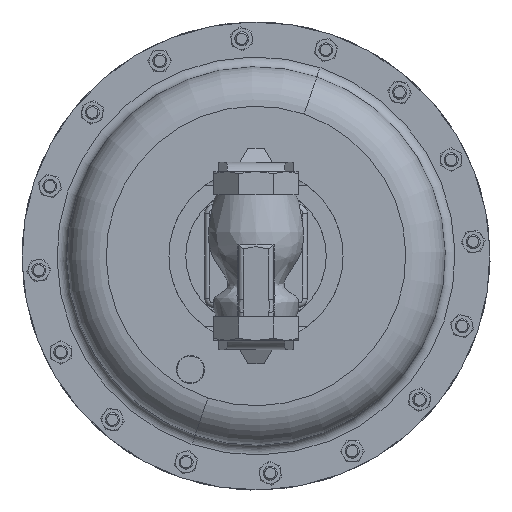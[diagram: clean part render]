
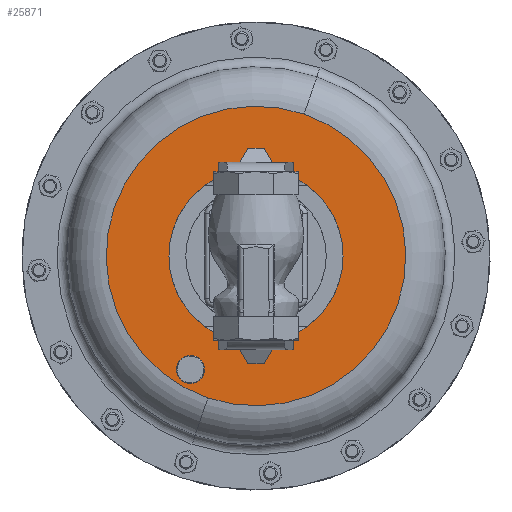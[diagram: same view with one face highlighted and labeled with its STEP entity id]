
A CAD part, front view. The second image highlights one B-rep face of the part: STEP entity #25871.
In plain terms, the highlighted planar face has unit normal (0, -1, 0).
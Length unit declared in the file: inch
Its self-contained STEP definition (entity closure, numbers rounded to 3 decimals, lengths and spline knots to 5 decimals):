
#801 = DIRECTION ( 'NONE',  ( 0., 1., 0. ) ) ;
#1504 = VERTEX_POINT ( 'NONE', #17042 ) ;
#2301 = CARTESIAN_POINT ( 'NONE',  ( -1.75, 7.835, -5.28109 ) ) ;
#2916 = VERTEX_POINT ( 'NONE', #26049 ) ;
#3525 = AXIS2_PLACEMENT_3D ( 'NONE', #2301, #21074, #4976 ) ;
#4361 = EDGE_CURVE ( 'NONE', #7053, #13291, #9777, .T. ) ;
#4376 = CARTESIAN_POINT ( 'NONE',  ( 0., 7.835, -2.25 ) ) ;
#4976 = DIRECTION ( 'NONE',  ( -0.321, 0., -0.947 ) ) ;
#5401 = ORIENTED_EDGE ( 'NONE', *, *, #4361, .T. ) ;
#5573 = CARTESIAN_POINT ( 'NONE',  ( -1.75, 7.835, -5.28109 ) ) ;
#7053 = VERTEX_POINT ( 'NONE', #17953 ) ;
#7071 = DIRECTION ( 'NONE',  ( 0., 0., -1. ) ) ;
#7163 = AXIS2_PLACEMENT_3D ( 'NONE', #14935, #33762, #17605 ) ;
#8272 = DIRECTION ( 'NONE',  ( -0.321, 0., -0.947 ) ) ;
#8772 = EDGE_CURVE ( 'NONE', #1504, #17617, #32935, .T. ) ;
#8953 = ORIENTED_EDGE ( 'NONE', *, *, #8772, .F. ) ;
#9711 = AXIS2_PLACEMENT_3D ( 'NONE', #5573, #24335, #8272 ) ;
#9777 = CIRCLE ( 'NONE', #9711, 0.375 ) ;
#10394 = CIRCLE ( 'NONE', #7163, 4. ) ;
#11556 = DIRECTION ( 'NONE',  ( 0.321, 0., 0.947 ) ) ;
#11806 = CARTESIAN_POINT ( 'NONE',  ( -1.87054, 7.835, -5.63619 ) ) ;
#11936 = DIRECTION ( 'NONE',  ( 0., -1., 0. ) ) ;
#13291 = VERTEX_POINT ( 'NONE', #11806 ) ;
#13718 = EDGE_CURVE ( 'NONE', #27215, #2916, #10394, .T. ) ;
#14935 = CARTESIAN_POINT ( 'NONE',  ( 0., 7.835, -2.25 ) ) ;
#15980 = ORIENTED_EDGE ( 'NONE', *, *, #13718, .F. ) ;
#16868 = AXIS2_PLACEMENT_3D ( 'NONE', #16887, #801, #19573 ) ;
#16887 = CARTESIAN_POINT ( 'NONE',  ( 0., 7.835, -2.25 ) ) ;
#17042 = CARTESIAN_POINT ( 'NONE',  ( 2.325, 7.835, -2.25 ) ) ;
#17605 = DIRECTION ( 'NONE',  ( -0.321, 0., -0.947 ) ) ;
#17617 = VERTEX_POINT ( 'NONE', #33568 ) ;
#17953 = CARTESIAN_POINT ( 'NONE',  ( -1.62946, 7.835, -4.92599 ) ) ;
#18785 = EDGE_LOOP ( 'NONE', ( #28319, #8953 ) ) ;
#19573 = DIRECTION ( 'NONE',  ( -0.321, 0., -0.947 ) ) ;
#20623 = EDGE_CURVE ( 'NONE', #2916, #27215, #26261, .T. ) ;
#21074 = DIRECTION ( 'NONE',  ( 0., 1., 0. ) ) ;
#22184 = AXIS2_PLACEMENT_3D ( 'NONE', #24961, #27638, #11556 ) ;
#22405 = AXIS2_PLACEMENT_3D ( 'NONE', #4376, #23145, #7071 ) ;
#23145 = DIRECTION ( 'NONE',  ( 0., -1., 0. ) ) ;
#23424 = AXIS2_PLACEMENT_3D ( 'NONE', #28001, #11936, #30738 ) ;
#23915 = ORIENTED_EDGE ( 'NONE', *, *, #20623, .F. ) ;
#24335 = DIRECTION ( 'NONE',  ( 0., 1., 0. ) ) ;
#24961 = CARTESIAN_POINT ( 'NONE',  ( -3.78772, 7.835, -0.96424 ) ) ;
#25055 = EDGE_CURVE ( 'NONE', #17617, #1504, #28639, .T. ) ;
#25223 = ORIENTED_EDGE ( 'NONE', *, *, #26051, .T. ) ;
#25479 = CARTESIAN_POINT ( 'NONE',  ( 1.28576, 7.835, 1.53772 ) ) ;
#25871 = ADVANCED_FACE ( 'NONE', ( #27739, #34919, #28596 ), #32967, .T. ) ;
#25978 = EDGE_LOOP ( 'NONE', ( #25223, #5401 ) ) ;
#26049 = CARTESIAN_POINT ( 'NONE',  ( -1.28576, 7.835, -6.03772 ) ) ;
#26051 = EDGE_CURVE ( 'NONE', #13291, #7053, #32396, .T. ) ;
#26261 = CIRCLE ( 'NONE', #16868, 4. ) ;
#27215 = VERTEX_POINT ( 'NONE', #25479 ) ;
#27638 = DIRECTION ( 'NONE',  ( 0., -1., 0. ) ) ;
#27739 = FACE_BOUND ( 'NONE', #18785, .T. ) ;
#28001 = CARTESIAN_POINT ( 'NONE',  ( 0., 7.835, -2.25 ) ) ;
#28319 = ORIENTED_EDGE ( 'NONE', *, *, #25055, .F. ) ;
#28596 = FACE_BOUND ( 'NONE', #25978, .T. ) ;
#28639 = CIRCLE ( 'NONE', #22405, 2.325 ) ;
#30601 = EDGE_LOOP ( 'NONE', ( #23915, #15980 ) ) ;
#30738 = DIRECTION ( 'NONE',  ( 0., 0., -1. ) ) ;
#32396 = CIRCLE ( 'NONE', #3525, 0.375 ) ;
#32935 = CIRCLE ( 'NONE', #23424, 2.325 ) ;
#32967 = PLANE ( 'NONE',  #22184 ) ;
#33568 = CARTESIAN_POINT ( 'NONE',  ( -2.325, 7.835, -2.25 ) ) ;
#33762 = DIRECTION ( 'NONE',  ( 0., 1., 0. ) ) ;
#34919 = FACE_OUTER_BOUND ( 'NONE', #30601, .T. ) ;
